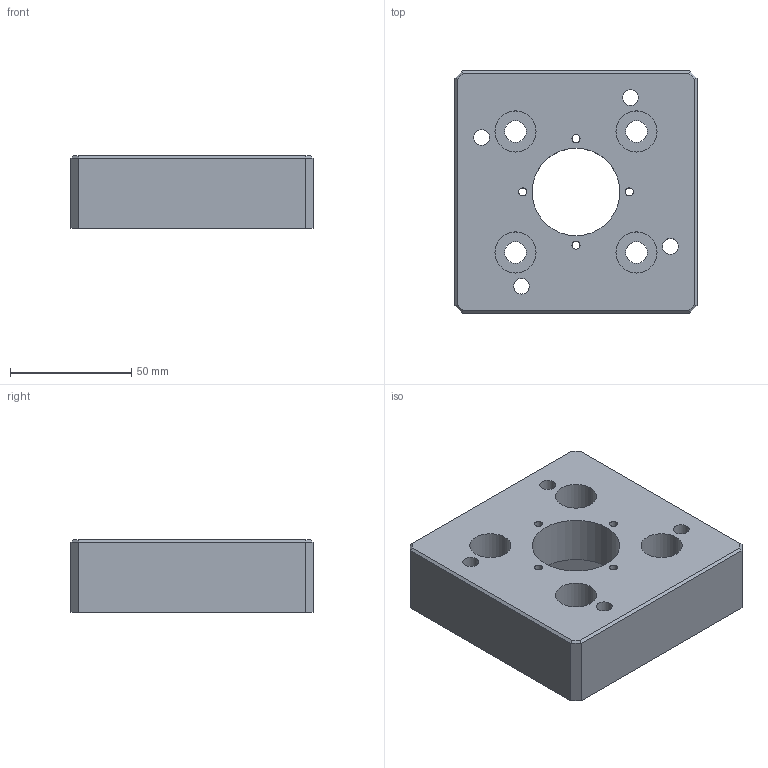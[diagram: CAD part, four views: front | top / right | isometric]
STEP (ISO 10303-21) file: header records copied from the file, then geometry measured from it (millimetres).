
FILE_DESCRIPTION(/* description */ (''),/* implementation_level */ '2;1');
FILE_NAME(/* name */ 'PLATE_TOP.step',/* time_stamp */ '2025-10-09T19:37:06+09:00',/* author */ (''),/* organization */ (''),/* preprocessor_version */ 'ST-DEVELOPER v20.1',/* originating_system */ 'Autodesk Translation Framework v14.17.0.0',/* authorisation */ '');
FILE_SCHEMA (('AUTOMOTIVE_DESIGN { 1 0 10303 214 3 1 1 }'));
Length unit declared in the file: millimetre
Products named in the file (1): 2025-10-09-19-37-05-958
Bounding box: 100 x 100 x 30 mm (x, y, z)
Volume: 236405.7 mm3; surface area: 41164 mm2
Topology: 1 solids, 1 shells, 80 faces, 195 edges, 126 vertices
Faces by surface type: plane 55, cylinder 21, cone 4
Full cylindrical faces by diameter (mm): 3.332 x4, 6.5 x4, 9 x4, 17 x4, 36.2 x1
Entity records: 2421 total; most frequent: DIRECTION 403, CARTESIAN_POINT 402, ORIENTED_EDGE 390, EDGE_CURVE 195, LINE 149, VECTOR 149, AXIS2_PLACEMENT_3D 127, VERTEX_POINT 126
